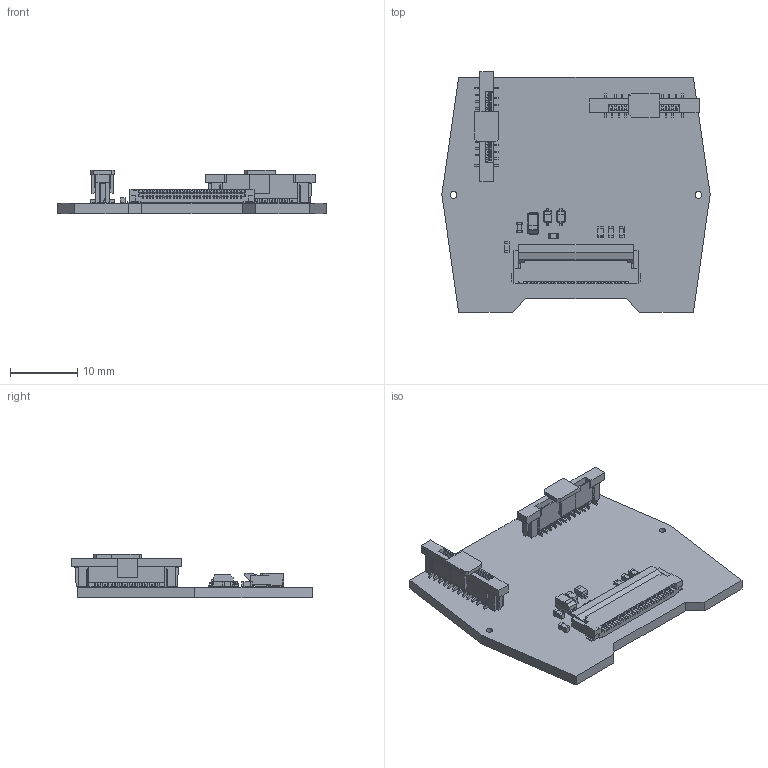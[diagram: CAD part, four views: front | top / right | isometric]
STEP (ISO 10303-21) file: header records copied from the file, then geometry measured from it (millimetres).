
FILE_DESCRIPTION(/* description */ (''),/* implementation_level */ '2;1');
FILE_NAME(/* name */ 'b0ac1842-4c34-4c49-9f19-321051ed9fa2.zip.stp',/* time_stamp */ '2021-06-25T19:37:20+00:00',/* author */ (''),/* organization */ (''),/* preprocessor_version */ 'ST-DEVELOPER v18.1',/* originating_system */ 'Autodesk Translation Framework v10.9.0.1377',/* authorisation */ '');
FILE_SCHEMA (('AUTOMOTIVE_DESIGN { 1 0 10303 214 3 1 1 }'));
Products named in the file (14): D2; XF2M_3015_1A; SOLID; 687320124422_(rev1); COMPOUND; CP_EIA-3216-18_Kemet-A; SOLID (1); R_0603_1608Metric; SOLID (2); D_SOD-323; SOLID (3); C_0603_1608Metric; SOLID (4); COMPOUND (1)
Assembly tree (19 placements, depth 3):
  D2
    XF2M_3015_1A
      SOLID
    687320124422_(rev1)  x2
      COMPOUND
    CP_EIA-3216-18_Kemet-A
      SOLID (1)
    R_0603_1608Metric  x2
      SOLID (2)
    D_SOD-323  x2
      SOLID (3)
    C_0603_1608Metric  x4
      SOLID (4)
    COMPOUND (1)
Bounding box: 40 x 35.85 x 6.55 mm (x, y, z)
Volume: 2445.6 mm3; surface area: 5058.8 mm2
Topology: 61 solids, 61 shells, 3775 faces, 10923 edges, 7164 vertices
Faces by surface type: plane 3303, cylinder 472
Full cylindrical faces by diameter (mm): 1 x2
Entity records: 80667 total; most frequent: CARTESIAN_POINT 14419, ORIENTED_EDGE 14322, DIRECTION 12617, EDGE_CURVE 7161, LINE 6705, VECTOR 6705, VERTEX_POINT 4714, AXIS2_PLACEMENT_3D 2956
